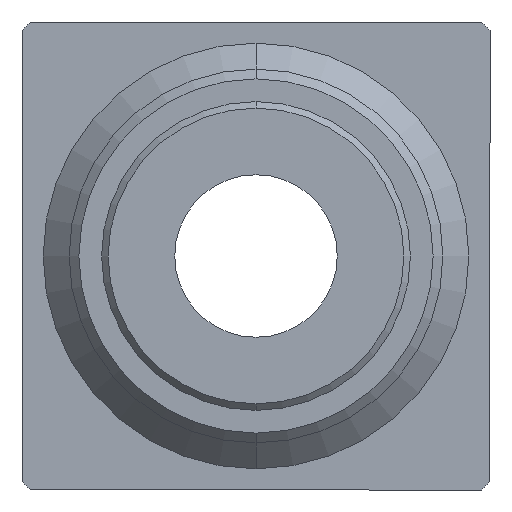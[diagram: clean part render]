
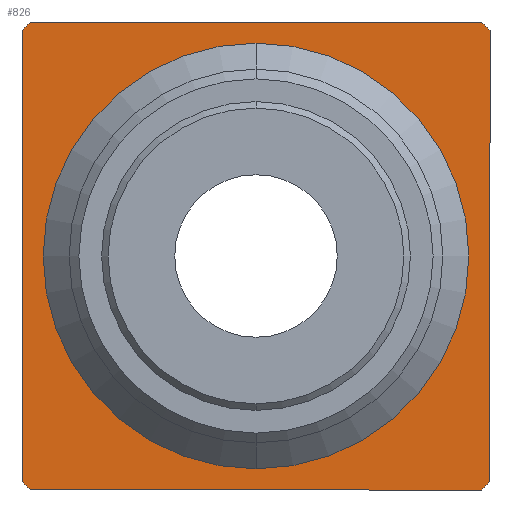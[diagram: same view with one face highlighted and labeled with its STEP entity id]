
A CAD part, front view. The second image highlights one B-rep face of the part: STEP entity #826.
In plain terms, the highlighted planar face has unit normal (0, -1, 0).
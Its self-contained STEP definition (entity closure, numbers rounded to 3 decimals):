
#8 = DIRECTION ( 'NONE',  ( 0., 1., 0. ) ) ;
#16 = EDGE_CURVE ( 'NONE', #960, #300, #1251, .T. ) ;
#39 = DIRECTION ( 'NONE',  ( 0., 0., 1. ) ) ;
#72 = DIRECTION ( 'NONE',  ( 0., 0., -1. ) ) ;
#92 = DIRECTION ( 'NONE',  ( 0., 0., 1. ) ) ;
#97 = ORIENTED_EDGE ( 'NONE', *, *, #249, .F. ) ;
#98 = DIRECTION ( 'NONE',  ( 0., 0., 1. ) ) ;
#125 = VERTEX_POINT ( 'NONE', #808 ) ;
#159 = LINE ( 'NONE', #381, #1634 ) ;
#249 = EDGE_CURVE ( 'NONE', #125, #444, #776, .T. ) ;
#252 = CARTESIAN_POINT ( 'NONE',  ( 6.94, 12.6, -7.2 ) ) ;
#265 = CIRCLE ( 'NONE', #1436, 10. ) ;
#289 = EDGE_CURVE ( 'NONE', #1442, #1288, #1468, .T. ) ;
#296 = AXIS2_PLACEMENT_3D ( 'NONE', #1263, #1159, #532 ) ;
#300 = VERTEX_POINT ( 'NONE', #686 ) ;
#318 = AXIS2_PLACEMENT_3D ( 'NONE', #533, #1043, #1548 ) ;
#324 = ORIENTED_EDGE ( 'NONE', *, *, #363, .F. ) ;
#326 = ORIENTED_EDGE ( 'NONE', *, *, #1121, .F. ) ;
#350 = CARTESIAN_POINT ( 'NONE',  ( 7.2, 12.6, 6.94 ) ) ;
#363 = EDGE_CURVE ( 'NONE', #581, #868, #265, .T. ) ;
#381 = CARTESIAN_POINT ( 'NONE',  ( -7.2, 12.6, -6.94 ) ) ;
#385 = LINE ( 'NONE', #252, #510 ) ;
#420 = CARTESIAN_POINT ( 'NONE',  ( 0., 12.6, 0. ) ) ;
#444 = VERTEX_POINT ( 'NONE', #632 ) ;
#470 = VERTEX_POINT ( 'NONE', #645 ) ;
#485 = CIRCLE ( 'NONE', #1438, 10. ) ;
#487 = EDGE_LOOP ( 'NONE', ( #1170, #1155, #1293, #622, #324, #1004, #326, #1488 ) ) ;
#499 = EDGE_CURVE ( 'NONE', #300, #1442, #1409, .T. ) ;
#510 = VECTOR ( 'NONE', #1269, 1000. ) ;
#511 = DIRECTION ( 'NONE',  ( 0., 0., 1. ) ) ;
#532 = DIRECTION ( 'NONE',  ( 0., 0., 1. ) ) ;
#533 = CARTESIAN_POINT ( 'NONE',  ( 0., 12.6, 0. ) ) ;
#559 = CIRCLE ( 'NONE', #1481, 10. ) ;
#561 = VECTOR ( 'NONE', #760, 1000. ) ;
#581 = VERTEX_POINT ( 'NONE', #1285 ) ;
#596 = CARTESIAN_POINT ( 'NONE',  ( -6.94, 12.6, 7.2 ) ) ;
#622 = ORIENTED_EDGE ( 'NONE', *, *, #1547, .F. ) ;
#623 = CARTESIAN_POINT ( 'NONE',  ( 0., 12.6, 0. ) ) ;
#625 = EDGE_CURVE ( 'NONE', #444, #125, #753, .T. ) ;
#632 = CARTESIAN_POINT ( 'NONE',  ( 0., 12.6, 6.55 ) ) ;
#643 = FACE_BOUND ( 'NONE', #824, .T. ) ;
#645 = CARTESIAN_POINT ( 'NONE',  ( -7.2, 12.6, 6.94 ) ) ;
#677 = CARTESIAN_POINT ( 'NONE',  ( 0., 12.6, 0. ) ) ;
#686 = CARTESIAN_POINT ( 'NONE',  ( 6.94, 12.6, 7.2 ) ) ;
#753 = CIRCLE ( 'NONE', #1571, 6.55 ) ;
#760 = DIRECTION ( 'NONE',  ( 1., 0., 0. ) ) ;
#776 = CIRCLE ( 'NONE', #1407, 6.55 ) ;
#808 = CARTESIAN_POINT ( 'NONE',  ( 0., 12.6, -6.55 ) ) ;
#824 = EDGE_LOOP ( 'NONE', ( #97, #1046 ) ) ;
#826 = ADVANCED_FACE ( 'NONE', ( #643, #902 ), #1394, .F. ) ;
#830 = CARTESIAN_POINT ( 'NONE',  ( 7.2, 12.6, -6.94 ) ) ;
#868 = VERTEX_POINT ( 'NONE', #1286 ) ;
#900 = DIRECTION ( 'NONE',  ( 0., 1., 0. ) ) ;
#902 = FACE_OUTER_BOUND ( 'NONE', #487, .T. ) ;
#926 = EDGE_CURVE ( 'NONE', #1584, #581, #385, .T. ) ;
#960 = VERTEX_POINT ( 'NONE', #596 ) ;
#1004 = ORIENTED_EDGE ( 'NONE', *, *, #926, .F. ) ;
#1043 = DIRECTION ( 'NONE',  ( 0., 1., 0. ) ) ;
#1046 = ORIENTED_EDGE ( 'NONE', *, *, #625, .F. ) ;
#1085 = CARTESIAN_POINT ( 'NONE',  ( 7.2, 12.6, 6.94 ) ) ;
#1121 = EDGE_CURVE ( 'NONE', #1288, #1584, #559, .T. ) ;
#1155 = ORIENTED_EDGE ( 'NONE', *, *, #16, .F. ) ;
#1159 = DIRECTION ( 'NONE',  ( 0., 1., 0. ) ) ;
#1170 = ORIENTED_EDGE ( 'NONE', *, *, #499, .F. ) ;
#1231 = CARTESIAN_POINT ( 'NONE',  ( -6.94, 12.6, 7.2 ) ) ;
#1251 = LINE ( 'NONE', #1231, #561 ) ;
#1263 = CARTESIAN_POINT ( 'NONE',  ( 0., 12.6, 0. ) ) ;
#1269 = DIRECTION ( 'NONE',  ( -1., 0., 0. ) ) ;
#1285 = CARTESIAN_POINT ( 'NONE',  ( -6.94, 12.6, -7.2 ) ) ;
#1286 = CARTESIAN_POINT ( 'NONE',  ( -7.2, 12.6, -6.94 ) ) ;
#1288 = VERTEX_POINT ( 'NONE', #830 ) ;
#1293 = ORIENTED_EDGE ( 'NONE', *, *, #1326, .F. ) ;
#1311 = CARTESIAN_POINT ( 'NONE',  ( 6.94, 12.6, -7.2 ) ) ;
#1326 = EDGE_CURVE ( 'NONE', #470, #960, #485, .T. ) ;
#1359 = CARTESIAN_POINT ( 'NONE',  ( 0., 12.6, 0. ) ) ;
#1374 = DIRECTION ( 'NONE',  ( 0., -1., 0. ) ) ;
#1394 = PLANE ( 'NONE',  #296 ) ;
#1407 = AXIS2_PLACEMENT_3D ( 'NONE', #677, #1419, #1425 ) ;
#1409 = CIRCLE ( 'NONE', #318, 10. ) ;
#1419 = DIRECTION ( 'NONE',  ( 0., -1., 0. ) ) ;
#1425 = DIRECTION ( 'NONE',  ( 0., 0., 1. ) ) ;
#1436 = AXIS2_PLACEMENT_3D ( 'NONE', #420, #8, #39 ) ;
#1438 = AXIS2_PLACEMENT_3D ( 'NONE', #623, #1615, #98 ) ;
#1442 = VERTEX_POINT ( 'NONE', #350 ) ;
#1452 = VECTOR ( 'NONE', #72, 1000. ) ;
#1468 = LINE ( 'NONE', #1085, #1452 ) ;
#1481 = AXIS2_PLACEMENT_3D ( 'NONE', #1642, #900, #1630 ) ;
#1488 = ORIENTED_EDGE ( 'NONE', *, *, #289, .F. ) ;
#1547 = EDGE_CURVE ( 'NONE', #868, #470, #159, .T. ) ;
#1548 = DIRECTION ( 'NONE',  ( 0., 0., 1. ) ) ;
#1571 = AXIS2_PLACEMENT_3D ( 'NONE', #1359, #1374, #92 ) ;
#1584 = VERTEX_POINT ( 'NONE', #1311 ) ;
#1615 = DIRECTION ( 'NONE',  ( 0., 1., 0. ) ) ;
#1630 = DIRECTION ( 'NONE',  ( 0., 0., 1. ) ) ;
#1634 = VECTOR ( 'NONE', #511, 1000. ) ;
#1642 = CARTESIAN_POINT ( 'NONE',  ( 0., 12.6, 0. ) ) ;
